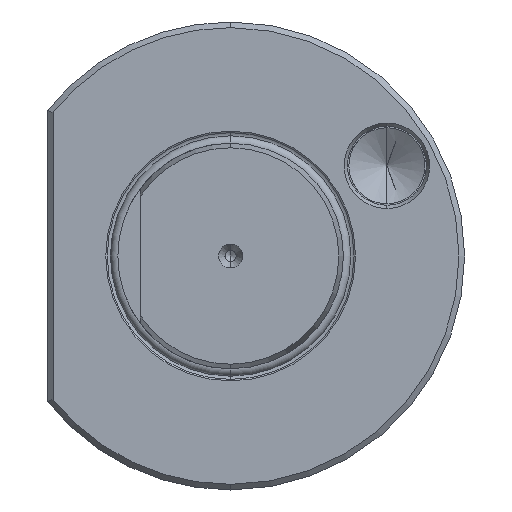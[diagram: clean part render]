
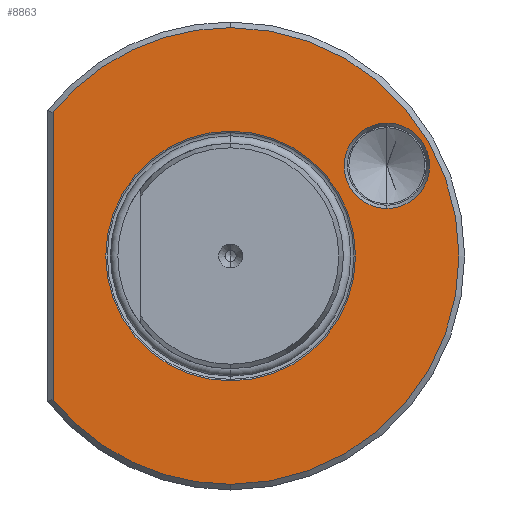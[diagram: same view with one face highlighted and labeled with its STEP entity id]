
A CAD part, left-side view. The second image highlights one B-rep face of the part: STEP entity #8863.
In plain terms, the highlighted planar face has unit normal (-1, 0, 0).
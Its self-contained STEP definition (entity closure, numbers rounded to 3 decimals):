
#2147 = EDGE_CURVE ( 'NONE', #15394, #15409, #16589, .T. ) ;
#2181 = EDGE_CURVE ( 'NONE', #15392, #15394, #16582, .T. ) ;
#2260 = EDGE_CURVE ( 'NONE', #15362, #15403, #16614, .T. ) ;
#2443 = EDGE_CURVE ( 'NONE', #15458, #15387, #15827, .T. ) ;
#2475 = CARTESIAN_POINT ( 'NONE',  ( 63., 31.5, -25.456 ) ) ;
#4360 = DIRECTION ( 'NONE',  ( -1., 0., 0. ) ) ;
#4381 = DIRECTION ( 'NONE',  ( 0., 0., -1. ) ) ;
#4388 = CARTESIAN_POINT ( 'NONE',  ( 63., 0., 0. ) ) ;
#8415 = AXIS2_PLACEMENT_3D ( 'NONE', #9387, #9394, #9395 ) ;
#8581 = AXIS2_PLACEMENT_3D ( 'NONE', #4388, #4360, #4381 ) ;
#8725 = EDGE_CURVE ( 'NONE', #12429, #15392, #16154, .T. ) ;
#8758 = EDGE_CURVE ( 'NONE', #15409, #12429, #16201, .T. ) ;
#8759 = EDGE_CURVE ( 'NONE', #15403, #15362, #16172, .T. ) ;
#8764 = EDGE_CURVE ( 'NONE', #15387, #15458, #16193, .T. ) ;
#8863 = ADVANCED_FACE ( 'NONE', ( #16298, #16300, #16304 ), #9365, .F. ) ;
#8953 = CARTESIAN_POINT ( 'NONE',  ( 63., 31.5, 0. ) ) ;
#8954 = DIRECTION ( 'NONE',  ( 0., 0., -1. ) ) ;
#8956 = DIRECTION ( 'NONE',  ( 1., 0., 0. ) ) ;
#8967 = CARTESIAN_POINT ( 'NONE',  ( 63., -27.713, 16. ) ) ;
#8990 = DIRECTION ( 'NONE',  ( 0., 0., -1. ) ) ;
#9016 = CARTESIAN_POINT ( 'NONE',  ( 63., 0., 0. ) ) ;
#9026 = DIRECTION ( 'NONE',  ( 0., 0., 1. ) ) ;
#9048 = DIRECTION ( 'NONE',  ( -1., 0., 0. ) ) ;
#9365 = PLANE ( 'NONE',  #8415 ) ;
#9387 = CARTESIAN_POINT ( 'NONE',  ( 63., 22.15, 0. ) ) ;
#9394 = DIRECTION ( 'NONE',  ( 1., 0., 0. ) ) ;
#9395 = DIRECTION ( 'NONE',  ( 0., 0., -1. ) ) ;
#11607 = ORIENTED_EDGE ( 'NONE', *, *, #2443, .F. ) ;
#11648 = ORIENTED_EDGE ( 'NONE', *, *, #8764, .F. ) ;
#11662 = ORIENTED_EDGE ( 'NONE', *, *, #2260, .T. ) ;
#11686 = ORIENTED_EDGE ( 'NONE', *, *, #2147, .T. ) ;
#11691 = ORIENTED_EDGE ( 'NONE', *, *, #8759, .T. ) ;
#11697 = ORIENTED_EDGE ( 'NONE', *, *, #8758, .T. ) ;
#11699 = ORIENTED_EDGE ( 'NONE', *, *, #2181, .T. ) ;
#11728 = ORIENTED_EDGE ( 'NONE', *, *, #8725, .T. ) ;
#12429 = VERTEX_POINT ( 'NONE', #2475 ) ;
#12452 = AXIS2_PLACEMENT_3D ( 'NONE', #9016, #9048, #9026 ) ;
#12462 = AXIS2_PLACEMENT_3D ( 'NONE', #8967, #8956, #8990 ) ;
#15210 = AXIS2_PLACEMENT_3D ( 'NONE', #21739, #21726, #21724 ) ;
#15221 = AXIS2_PLACEMENT_3D ( 'NONE', #21751, #21760, #21789 ) ;
#15232 = AXIS2_PLACEMENT_3D ( 'NONE', #21821, #21826, #21808 ) ;
#15272 = AXIS2_PLACEMENT_3D ( 'NONE', #22163, #22150, #22129 ) ;
#15362 = VERTEX_POINT ( 'NONE', #17233 ) ;
#15387 = VERTEX_POINT ( 'NONE', #17229 ) ;
#15392 = VERTEX_POINT ( 'NONE', #17216 ) ;
#15394 = VERTEX_POINT ( 'NONE', #17221 ) ;
#15403 = VERTEX_POINT ( 'NONE', #17320 ) ;
#15409 = VERTEX_POINT ( 'NONE', #17296 ) ;
#15458 = VERTEX_POINT ( 'NONE', #17270 ) ;
#15827 = CIRCLE ( 'NONE', #15272, 22.15 ) ;
#16154 = CIRCLE ( 'NONE', #8581, 40.5 ) ;
#16172 = CIRCLE ( 'NONE', #12462, 7.577 ) ;
#16186 = VECTOR ( 'NONE', #8954, 1000. ) ;
#16193 = CIRCLE ( 'NONE', #12452, 22.15 ) ;
#16201 = LINE ( 'NONE', #8953, #16186 ) ;
#16298 = FACE_BOUND ( 'NONE', #16435, .T. ) ;
#16300 = FACE_OUTER_BOUND ( 'NONE', #16381, .T. ) ;
#16304 = FACE_BOUND ( 'NONE', #16408, .T. ) ;
#16381 = EDGE_LOOP ( 'NONE', ( #11728, #11699, #11686, #11697 ) ) ;
#16408 = EDGE_LOOP ( 'NONE', ( #11648, #11607 ) ) ;
#16435 = EDGE_LOOP ( 'NONE', ( #11662, #11691 ) ) ;
#16582 = CIRCLE ( 'NONE', #15221, 40.5 ) ;
#16589 = CIRCLE ( 'NONE', #15210, 40.5 ) ;
#16614 = CIRCLE ( 'NONE', #15232, 7.577 ) ;
#17216 = CARTESIAN_POINT ( 'NONE',  ( 63., 0., -40.5 ) ) ;
#17221 = CARTESIAN_POINT ( 'NONE',  ( 63., 0., 40.5 ) ) ;
#17229 = CARTESIAN_POINT ( 'NONE',  ( 63., 0., 22.15 ) ) ;
#17233 = CARTESIAN_POINT ( 'NONE',  ( 63., -27.713, 23.577 ) ) ;
#17270 = CARTESIAN_POINT ( 'NONE',  ( 63., 0., -22.15 ) ) ;
#17296 = CARTESIAN_POINT ( 'NONE',  ( 63., 31.5, 25.456 ) ) ;
#17320 = CARTESIAN_POINT ( 'NONE',  ( 63., -27.713, 8.423 ) ) ;
#21724 = DIRECTION ( 'NONE',  ( 0., 0., -1. ) ) ;
#21726 = DIRECTION ( 'NONE',  ( -1., 0., 0. ) ) ;
#21739 = CARTESIAN_POINT ( 'NONE',  ( 63., 0., 0. ) ) ;
#21751 = CARTESIAN_POINT ( 'NONE',  ( 63., 0., 0. ) ) ;
#21760 = DIRECTION ( 'NONE',  ( -1., 0., 0. ) ) ;
#21789 = DIRECTION ( 'NONE',  ( 0., 0., -1. ) ) ;
#21808 = DIRECTION ( 'NONE',  ( 0., 0., -1. ) ) ;
#21821 = CARTESIAN_POINT ( 'NONE',  ( 63., -27.713, 16. ) ) ;
#21826 = DIRECTION ( 'NONE',  ( 1., 0., 0. ) ) ;
#22129 = DIRECTION ( 'NONE',  ( 0., 0., 1. ) ) ;
#22150 = DIRECTION ( 'NONE',  ( -1., 0., 0. ) ) ;
#22163 = CARTESIAN_POINT ( 'NONE',  ( 63., 0., 0. ) ) ;
